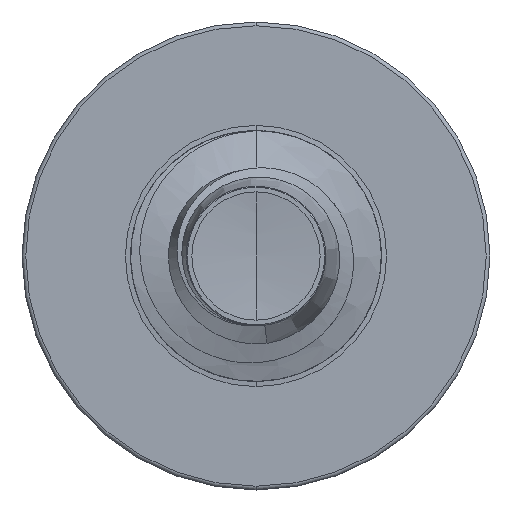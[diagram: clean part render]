
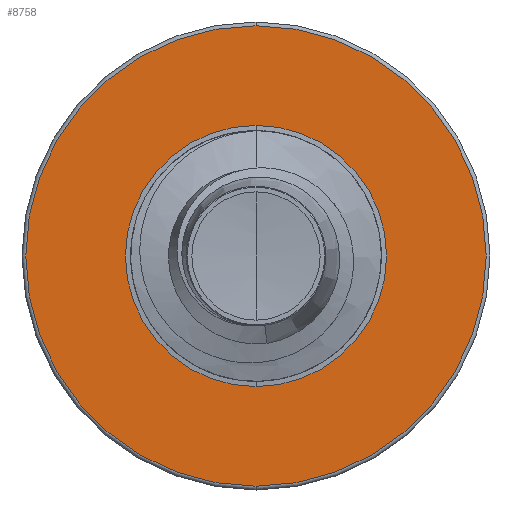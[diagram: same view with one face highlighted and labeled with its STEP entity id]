
A CAD part, front view. The second image highlights one B-rep face of the part: STEP entity #8758.
In plain terms, the highlighted planar face has unit normal (0, -1, 0).
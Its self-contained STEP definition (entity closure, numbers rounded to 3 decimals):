
#390 = VERTEX_POINT ( 'NONE', #6728 ) ;
#548 = DIRECTION ( 'NONE',  ( 0., 0., 1. ) ) ;
#676 = EDGE_CURVE ( 'NONE', #9206, #9014, #10187, .T. ) ;
#1082 = AXIS2_PLACEMENT_3D ( 'NONE', #8322, #8050, #8031 ) ;
#1124 = EDGE_LOOP ( 'NONE', ( #3444, #4007 ) ) ;
#1525 = ORIENTED_EDGE ( 'NONE', *, *, #8502, .F. ) ;
#2438 = CARTESIAN_POINT ( 'NONE',  ( 0., 8., -2.755 ) ) ;
#2452 = EDGE_LOOP ( 'NONE', ( #1525, #5059 ) ) ;
#2577 = FACE_OUTER_BOUND ( 'NONE', #2452, .T. ) ;
#3335 = AXIS2_PLACEMENT_3D ( 'NONE', #12197, #12178, #12275 ) ;
#3444 = ORIENTED_EDGE ( 'NONE', *, *, #13039, .T. ) ;
#3988 = DIRECTION ( 'NONE',  ( 0., 0., 1. ) ) ;
#3992 = DIRECTION ( 'NONE',  ( 0., 1., 0. ) ) ;
#4007 = ORIENTED_EDGE ( 'NONE', *, *, #5023, .T. ) ;
#4011 = CARTESIAN_POINT ( 'NONE',  ( 0., 8., 0. ) ) ;
#4317 = CIRCLE ( 'NONE', #12485, 1.562 ) ;
#5023 = EDGE_CURVE ( 'NONE', #11659, #390, #4317, .T. ) ;
#5059 = ORIENTED_EDGE ( 'NONE', *, *, #676, .F. ) ;
#6728 = CARTESIAN_POINT ( 'NONE',  ( 0., 8., 1.562 ) ) ;
#6794 = CARTESIAN_POINT ( 'NONE',  ( 0., 8., -1.562 ) ) ;
#7445 = DIRECTION ( 'NONE',  ( 0., 1., 0. ) ) ;
#7463 = DIRECTION ( 'NONE',  ( 0., 0., 1. ) ) ;
#7481 = CARTESIAN_POINT ( 'NONE',  ( 0., 8., 0. ) ) ;
#7801 = CARTESIAN_POINT ( 'NONE',  ( 0., 8., 2.755 ) ) ;
#8031 = DIRECTION ( 'NONE',  ( 0., 0., 1. ) ) ;
#8050 = DIRECTION ( 'NONE',  ( 0., 1., 0. ) ) ;
#8062 = PLANE ( 'NONE',  #1082 ) ;
#8322 = CARTESIAN_POINT ( 'NONE',  ( 0., 8., -1.562 ) ) ;
#8502 = EDGE_CURVE ( 'NONE', #9014, #9206, #13000, .T. ) ;
#8658 = DIRECTION ( 'NONE',  ( 0., 1., 0. ) ) ;
#8758 = ADVANCED_FACE ( 'NONE', ( #2577, #14611 ), #8062, .F. ) ;
#9014 = VERTEX_POINT ( 'NONE', #7801 ) ;
#9206 = VERTEX_POINT ( 'NONE', #2438 ) ;
#10187 = CIRCLE ( 'NONE', #15217, 2.755 ) ;
#11659 = VERTEX_POINT ( 'NONE', #6794 ) ;
#12178 = DIRECTION ( 'NONE',  ( 0., 1., 0. ) ) ;
#12197 = CARTESIAN_POINT ( 'NONE',  ( 0., 8., 0. ) ) ;
#12275 = DIRECTION ( 'NONE',  ( 0., 0., 1. ) ) ;
#12485 = AXIS2_PLACEMENT_3D ( 'NONE', #4011, #3992, #3988 ) ;
#13000 = CIRCLE ( 'NONE', #3335, 2.755 ) ;
#13039 = EDGE_CURVE ( 'NONE', #390, #11659, #13599, .T. ) ;
#13599 = CIRCLE ( 'NONE', #15229, 1.562 ) ;
#14611 = FACE_BOUND ( 'NONE', #1124, .T. ) ;
#14801 = CARTESIAN_POINT ( 'NONE',  ( 0., 8., 0. ) ) ;
#15217 = AXIS2_PLACEMENT_3D ( 'NONE', #7481, #7445, #7463 ) ;
#15229 = AXIS2_PLACEMENT_3D ( 'NONE', #14801, #8658, #548 ) ;
